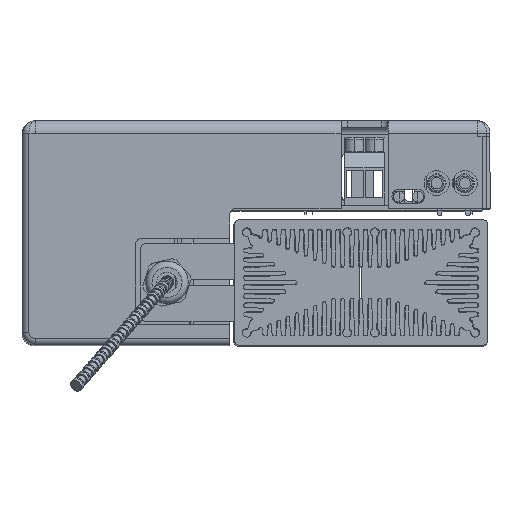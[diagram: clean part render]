
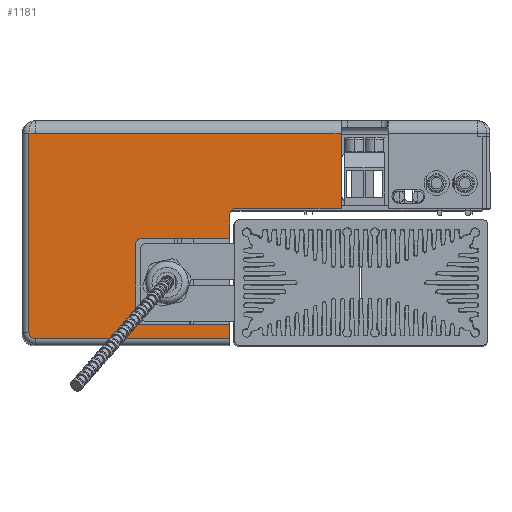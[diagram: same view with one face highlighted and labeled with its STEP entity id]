
A CAD part, top view. The second image highlights one B-rep face of the part: STEP entity #1181.
In plain terms, the highlighted planar face has unit normal (0.001, 0, 1).
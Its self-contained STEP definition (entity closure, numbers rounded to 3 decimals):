
#311 = DIRECTION ( 'NONE',  ( 1., 0., -0.001 ) ) ;
#328 = VECTOR ( 'NONE', #25789, 1000. ) ;
#389 = ORIENTED_EDGE ( 'NONE', *, *, #34163, .F. ) ;
#893 = CARTESIAN_POINT ( 'NONE',  ( 1.225, 5.466, 261.059 ) ) ;
#1181 = ADVANCED_FACE ( 'NONE', ( #8140 ), #17345, .F. ) ;
#1190 = CARTESIAN_POINT ( 'NONE',  ( -98.275, -34.034, 261.176 ) ) ;
#1200 = VERTEX_POINT ( 'NONE', #15134 ) ;
#1578 = ORIENTED_EDGE ( 'NONE', *, *, #17849, .T. ) ;
#1991 = ORIENTED_EDGE ( 'NONE', *, *, #23078, .F. ) ;
#2012 = VERTEX_POINT ( 'NONE', #11126 ) ;
#2224 = DIRECTION ( 'NONE',  ( 1., 0., -0.001 ) ) ;
#3023 = CARTESIAN_POINT ( 'NONE',  ( -64.275, -4.034, 261.136 ) ) ;
#3091 = VECTOR ( 'NONE', #30288, 1000. ) ;
#3178 = EDGE_CURVE ( 'NONE', #2012, #5425, #11334, .T. ) ;
#3316 = LINE ( 'NONE', #33143, #33809 ) ;
#3652 = CARTESIAN_POINT ( 'NONE',  ( -96.275, -36.034, 261.174 ) ) ;
#4152 = DIRECTION ( 'NONE',  ( 0., -1., 0. ) ) ;
#4572 = CARTESIAN_POINT ( 'NONE',  ( -64.275, -29.534, 261.136 ) ) ;
#5051 = CIRCLE ( 'NONE', #12756, 2. ) ;
#5300 = CARTESIAN_POINT ( 'NONE',  ( -34.275, -4.034, 261.101 ) ) ;
#5374 = EDGE_CURVE ( 'NONE', #32995, #10356, #12931, .T. ) ;
#5425 = VERTEX_POINT ( 'NONE', #893 ) ;
#5634 = EDGE_CURVE ( 'NONE', #14824, #8706, #5051, .T. ) ;
#5664 = ORIENTED_EDGE ( 'NONE', *, *, #6002, .T. ) ;
#6002 = EDGE_CURVE ( 'NONE', #8706, #32995, #39255, .T. ) ;
#6355 = VERTEX_POINT ( 'NONE', #29595 ) ;
#6770 = DIRECTION ( 'NONE',  ( -0.001, 0., -1. ) ) ;
#6966 = CARTESIAN_POINT ( 'NONE',  ( -32.275, 3.466, 261.099 ) ) ;
#7136 = CARTESIAN_POINT ( 'NONE',  ( -34.275, -31.534, 261.101 ) ) ;
#7532 = CARTESIAN_POINT ( 'NONE',  ( 1.225, 29.466, 261.059 ) ) ;
#7737 = AXIS2_PLACEMENT_3D ( 'NONE', #26268, #10894, #14088 ) ;
#8140 = FACE_OUTER_BOUND ( 'NONE', #37820, .T. ) ;
#8706 = VERTEX_POINT ( 'NONE', #15932 ) ;
#8782 = LINE ( 'NONE', #27166, #37708 ) ;
#10204 = VECTOR ( 'NONE', #4152, 1000. ) ;
#10356 = VERTEX_POINT ( 'NONE', #13684 ) ;
#10894 = DIRECTION ( 'NONE',  ( -0.001, 0., -1. ) ) ;
#11126 = CARTESIAN_POINT ( 'NONE',  ( -32.275, 5.466, 261.099 ) ) ;
#11157 = LINE ( 'NONE', #15829, #34056 ) ;
#11334 = LINE ( 'NONE', #23533, #27841 ) ;
#11345 = CARTESIAN_POINT ( 'NONE',  ( -23.775, 33.466, 261.089 ) ) ;
#11698 = CARTESIAN_POINT ( 'NONE',  ( 1.225, -36.034, 261.059 ) ) ;
#11746 = EDGE_CURVE ( 'NONE', #17831, #16023, #28517, .T. ) ;
#12134 = EDGE_CURVE ( 'NONE', #33264, #27071, #8782, .T. ) ;
#12756 = AXIS2_PLACEMENT_3D ( 'NONE', #29889, #20912, #33089 ) ;
#12931 = LINE ( 'NONE', #21759, #15916 ) ;
#13684 = CARTESIAN_POINT ( 'NONE',  ( -34.275, 3.466, 261.101 ) ) ;
#13806 = CARTESIAN_POINT ( 'NONE',  ( -96.275, 29.466, 261.174 ) ) ;
#14088 = DIRECTION ( 'NONE',  ( 0., -1., 0. ) ) ;
#14824 = VERTEX_POINT ( 'NONE', #29903 ) ;
#15025 = ORIENTED_EDGE ( 'NONE', *, *, #12134, .T. ) ;
#15134 = CARTESIAN_POINT ( 'NONE',  ( -62.275, -31.534, 261.134 ) ) ;
#15829 = CARTESIAN_POINT ( 'NONE',  ( -98.275, -36.034, 261.176 ) ) ;
#15849 = DIRECTION ( 'NONE',  ( 0.001, 0., 1. ) ) ;
#15916 = VECTOR ( 'NONE', #36928, 1000. ) ;
#15932 = CARTESIAN_POINT ( 'NONE',  ( -62.275, -4.034, 261.134 ) ) ;
#16020 = CARTESIAN_POINT ( 'NONE',  ( 1.225, 31.466, 261.059 ) ) ;
#16023 = VERTEX_POINT ( 'NONE', #3652 ) ;
#16046 = ORIENTED_EDGE ( 'NONE', *, *, #30754, .T. ) ;
#16956 = AXIS2_PLACEMENT_3D ( 'NONE', #6966, #6770, #31143 ) ;
#17345 = PLANE ( 'NONE',  #17440 ) ;
#17403 = ORIENTED_EDGE ( 'NONE', *, *, #28841, .F. ) ;
#17440 = AXIS2_PLACEMENT_3D ( 'NONE', #11345, #23545, #25450 ) ;
#17736 = DIRECTION ( 'NONE',  ( 1., 0., -0.001 ) ) ;
#17806 = EDGE_CURVE ( 'NONE', #6355, #17831, #11157, .T. ) ;
#17831 = VERTEX_POINT ( 'NONE', #1190 ) ;
#17849 = EDGE_CURVE ( 'NONE', #22404, #6355, #34414, .T. ) ;
#19058 = DIRECTION ( 'NONE',  ( -1., 0., 0.001 ) ) ;
#19441 = DIRECTION ( 'NONE',  ( 0., -1., 0. ) ) ;
#19968 = LINE ( 'NONE', #32128, #10204 ) ;
#20268 = VECTOR ( 'NONE', #2224, 1000. ) ;
#20654 = CARTESIAN_POINT ( 'NONE',  ( -34.275, -36.034, 261.101 ) ) ;
#20912 = DIRECTION ( 'NONE',  ( -0.001, 0., -1. ) ) ;
#21759 = CARTESIAN_POINT ( 'NONE',  ( -34.275, 5.466, 261.101 ) ) ;
#22154 = AXIS2_PLACEMENT_3D ( 'NONE', #31225, #15849, #19058 ) ;
#22404 = VERTEX_POINT ( 'NONE', #13806 ) ;
#23078 = EDGE_CURVE ( 'NONE', #1200, #27071, #26446, .T. ) ;
#23099 = VECTOR ( 'NONE', #36064, 1000. ) ;
#23349 = DIRECTION ( 'NONE',  ( -1., 0., 0.001 ) ) ;
#23427 = VERTEX_POINT ( 'NONE', #4572 ) ;
#23533 = CARTESIAN_POINT ( 'NONE',  ( 46.225, 5.466, 261.006 ) ) ;
#23545 = DIRECTION ( 'NONE',  ( -0.001, 0., -1. ) ) ;
#25450 = DIRECTION ( 'NONE',  ( 0., -1., 0. ) ) ;
#25789 = DIRECTION ( 'NONE',  ( 0., -1., 0. ) ) ;
#26268 = CARTESIAN_POINT ( 'NONE',  ( -62.275, -29.534, 261.134 ) ) ;
#26446 = LINE ( 'NONE', #31832, #20268 ) ;
#26921 = EDGE_CURVE ( 'NONE', #22404, #38318, #3316, .T. ) ;
#27071 = VERTEX_POINT ( 'NONE', #7136 ) ;
#27166 = CARTESIAN_POINT ( 'NONE',  ( -34.275, 5.466, 261.101 ) ) ;
#27841 = VECTOR ( 'NONE', #17736, 1000. ) ;
#27940 = ORIENTED_EDGE ( 'NONE', *, *, #11746, .T. ) ;
#28517 = CIRCLE ( 'NONE', #22154, 2. ) ;
#28595 = LINE ( 'NONE', #16020, #328 ) ;
#28599 = CARTESIAN_POINT ( 'NONE',  ( -96.275, 29.466, 261.174 ) ) ;
#28841 = EDGE_CURVE ( 'NONE', #38318, #5425, #28595, .T. ) ;
#29168 = ORIENTED_EDGE ( 'NONE', *, *, #17806, .T. ) ;
#29209 = ORIENTED_EDGE ( 'NONE', *, *, #37353, .T. ) ;
#29587 = VECTOR ( 'NONE', #23349, 1000. ) ;
#29595 = CARTESIAN_POINT ( 'NONE',  ( -98.275, 29.466, 261.176 ) ) ;
#29889 = CARTESIAN_POINT ( 'NONE',  ( -62.275, -6.034, 261.134 ) ) ;
#29903 = CARTESIAN_POINT ( 'NONE',  ( -64.275, -6.034, 261.136 ) ) ;
#30288 = DIRECTION ( 'NONE',  ( -1., 0., 0.001 ) ) ;
#30754 = EDGE_CURVE ( 'NONE', #10356, #2012, #34825, .T. ) ;
#31143 = DIRECTION ( 'NONE',  ( 0., -1., 0. ) ) ;
#31225 = CARTESIAN_POINT ( 'NONE',  ( -96.275, -34.034, 261.174 ) ) ;
#31832 = CARTESIAN_POINT ( 'NONE',  ( -64.275, -31.534, 261.136 ) ) ;
#32128 = CARTESIAN_POINT ( 'NONE',  ( -64.275, -4.034, 261.136 ) ) ;
#32485 = ORIENTED_EDGE ( 'NONE', *, *, #36446, .F. ) ;
#32995 = VERTEX_POINT ( 'NONE', #5300 ) ;
#33089 = DIRECTION ( 'NONE',  ( 0., -1., 0. ) ) ;
#33143 = CARTESIAN_POINT ( 'NONE',  ( 1.225, 29.466, 261.059 ) ) ;
#33264 = VERTEX_POINT ( 'NONE', #20654 ) ;
#33289 = LINE ( 'NONE', #11698, #3091 ) ;
#33589 = ORIENTED_EDGE ( 'NONE', *, *, #3178, .T. ) ;
#33809 = VECTOR ( 'NONE', #311, 1000. ) ;
#34056 = VECTOR ( 'NONE', #19441, 1000. ) ;
#34163 = EDGE_CURVE ( 'NONE', #33264, #16023, #33289, .T. ) ;
#34414 = LINE ( 'NONE', #28599, #29587 ) ;
#34825 = CIRCLE ( 'NONE', #16956, 2. ) ;
#35985 = ORIENTED_EDGE ( 'NONE', *, *, #26921, .F. ) ;
#36064 = DIRECTION ( 'NONE',  ( 1., 0., -0.001 ) ) ;
#36411 = ORIENTED_EDGE ( 'NONE', *, *, #5634, .T. ) ;
#36446 = EDGE_CURVE ( 'NONE', #14824, #23427, #19968, .T. ) ;
#36928 = DIRECTION ( 'NONE',  ( 0., 1., 0. ) ) ;
#37353 = EDGE_CURVE ( 'NONE', #1200, #23427, #38350, .T. ) ;
#37708 = VECTOR ( 'NONE', #39362, 1000. ) ;
#37820 = EDGE_LOOP ( 'NONE', ( #35985, #1578, #29168, #27940, #389, #15025, #1991, #29209, #32485, #36411, #5664, #38455, #16046, #33589, #17403 ) ) ;
#38318 = VERTEX_POINT ( 'NONE', #7532 ) ;
#38350 = CIRCLE ( 'NONE', #7737, 2. ) ;
#38455 = ORIENTED_EDGE ( 'NONE', *, *, #5374, .T. ) ;
#39255 = LINE ( 'NONE', #3023, #23099 ) ;
#39362 = DIRECTION ( 'NONE',  ( 0., 1., 0. ) ) ;
